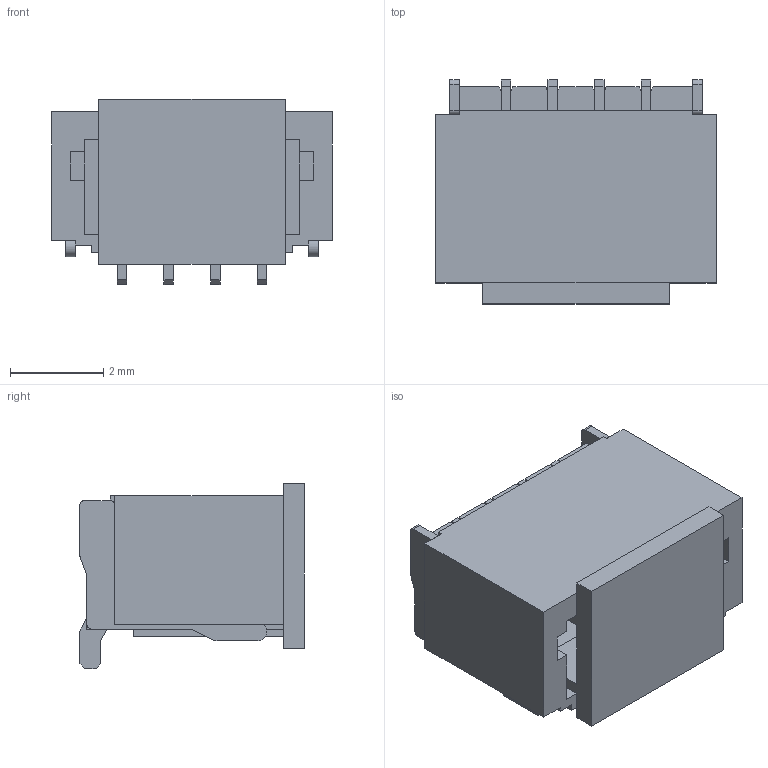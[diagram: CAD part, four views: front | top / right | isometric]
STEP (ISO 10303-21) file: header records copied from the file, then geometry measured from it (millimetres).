
FILE_DESCRIPTION(/* description */ ('Unknown'),/* implementation_level */ '2;1');
FILE_NAME(/* name */ '665304124022',/* time_stamp */ '2018-03-27T11:40:10+02:00',/* author */ ('Unknown'),/* organization */ ('Unknown'),/* preprocessor_version */ 'ST-DEVELOPER v16.7',/* originating_system */ 'DEX',/* authorisation */ $);
FILE_SCHEMA (('AUTOMOTIVE_DESIGN {1 0 10303 214 3 1 1}'));
Length unit declared in the file: millimetre
Products named in the file (5): 6653xx124022; 665304124022; 6653xx124022_PIN; 6653xx124022_PATTE; 6653xx124022_Cap
Assembly tree (8 placements, depth 2):
  6653xx124022
    665304124022
    6653xx124022_PIN  x4
    6653xx124022_PATTE  x2
    6653xx124022_Cap
Bounding box: 6 x 4.8 x 3.96 mm (x, y, z)
Volume: 51.8 mm3; surface area: 288.1 mm2
Topology: 8 solids, 8 shells, 295 faces, 858 edges, 572 vertices
Faces by surface type: plane 241, cylinder 54
Entity records: 6616 total; most frequent: CARTESIAN_POINT 1162, ORIENTED_EDGE 1152, DIRECTION 1054, EDGE_CURVE 576, LINE 502, VECTOR 502, VERTEX_POINT 384, AXIS2_PLACEMENT_3D 276
